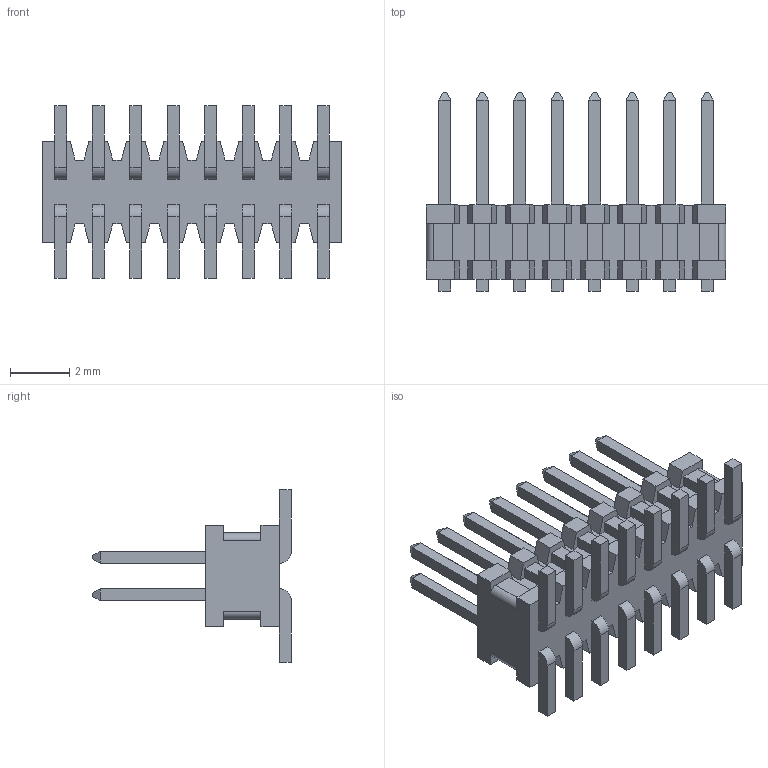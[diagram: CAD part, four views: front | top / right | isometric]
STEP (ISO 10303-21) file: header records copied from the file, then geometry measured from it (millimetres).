
FILE_DESCRIPTION (( 'STEP AP214' ), '1' );
FILE_NAME ('16.STEP', '2020-04-26T09:31:09', ( '' ), ( '' ), 'SwSTEP 2.0', 'SolidWorks 2017', '' );
FILE_SCHEMA (( 'AUTOMOTIVE_DESIGN' ));
Length unit declared in the file: inch
Products named in the file (1): 16
Bounding box: 10.16 x 6.73 x 5.84 mm (x, y, z)
Volume: 86.7 mm3; surface area: 462.2 mm2
Topology: 33 solids, 33 shells, 554 faces, 1400 edges, 912 vertices
Faces by surface type: plane 534, cylinder 20
Entity records: 18508 total; most frequent: CARTESIAN_POINT 2867, ORIENTED_EDGE 2800, DIRECTION 2550, EDGE_CURVE 1400, VECTOR 1360, LINE 1360, VERTEX_POINT 912, AXIS2_PLACEMENT_3D 595
